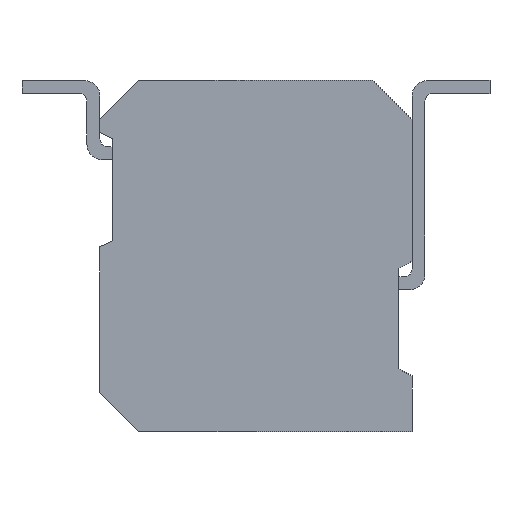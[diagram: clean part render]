
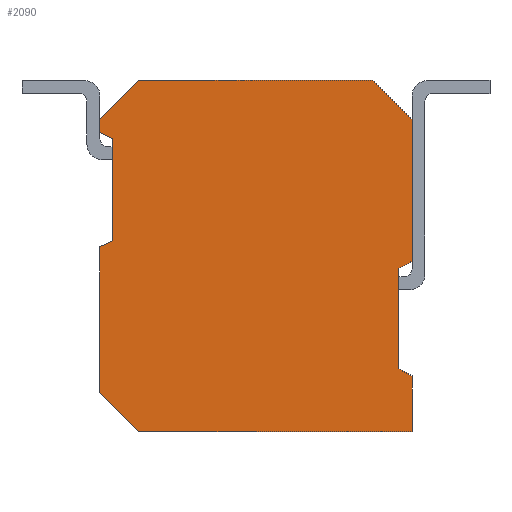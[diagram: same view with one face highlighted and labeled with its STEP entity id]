
A CAD part, left-side view. The second image highlights one B-rep face of the part: STEP entity #2090.
In plain terms, the highlighted planar face has unit normal (-1, 0, 0).
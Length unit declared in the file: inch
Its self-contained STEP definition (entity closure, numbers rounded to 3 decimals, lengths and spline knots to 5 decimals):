
#231=ORIENTED_EDGE('',*,*,#778,.F.);
#232=ORIENTED_EDGE('',*,*,#780,.F.);
#233=ORIENTED_EDGE('',*,*,#753,.F.);
#234=ORIENTED_EDGE('',*,*,#710,.F.);
#235=ORIENTED_EDGE('',*,*,#722,.F.);
#236=ORIENTED_EDGE('',*,*,#714,.F.);
#237=ORIENTED_EDGE('',*,*,#734,.F.);
#238=ORIENTED_EDGE('',*,*,#781,.F.);
#239=ORIENTED_EDGE('',*,*,#782,.T.);
#240=ORIENTED_EDGE('',*,*,#745,.T.);
#241=ORIENTED_EDGE('',*,*,#783,.F.);
#242=ORIENTED_EDGE('',*,*,#690,.F.);
#243=ORIENTED_EDGE('',*,*,#784,.F.);
#244=ORIENTED_EDGE('',*,*,#747,.T.);
#245=ORIENTED_EDGE('',*,*,#785,.F.);
#690=EDGE_CURVE('',#991,#992,#1189,.T.);
#710=EDGE_CURVE('',#1007,#1008,#1209,.T.);
#714=EDGE_CURVE('',#1011,#1012,#1213,.T.);
#722=EDGE_CURVE('',#1012,#1007,#1221,.T.);
#734=EDGE_CURVE('',#1024,#1011,#1233,.T.);
#745=EDGE_CURVE('',#1036,#1035,#1244,.T.);
#747=EDGE_CURVE('',#1037,#1038,#1246,.T.);
#753=EDGE_CURVE('',#1008,#1042,#1252,.T.);
#778=EDGE_CURVE('',#1054,#1055,#1277,.T.);
#780=EDGE_CURVE('',#1042,#1054,#1279,.T.);
#781=EDGE_CURVE('',#1056,#1024,#1280,.T.);
#782=EDGE_CURVE('',#1056,#1036,#1281,.T.);
#783=EDGE_CURVE('',#992,#1035,#1282,.T.);
#784=EDGE_CURVE('',#1037,#991,#1283,.T.);
#785=EDGE_CURVE('',#1055,#1038,#1284,.T.);
#991=VERTEX_POINT('',#2939);
#992=VERTEX_POINT('',#2940);
#1007=VERTEX_POINT('',#2981);
#1008=VERTEX_POINT('',#2982);
#1011=VERTEX_POINT('',#2990);
#1012=VERTEX_POINT('',#2991);
#1024=VERTEX_POINT('',#3029);
#1035=VERTEX_POINT('',#3052);
#1036=VERTEX_POINT('',#3054);
#1037=VERTEX_POINT('',#3058);
#1038=VERTEX_POINT('',#3059);
#1042=VERTEX_POINT('',#3068);
#1054=VERTEX_POINT('',#3116);
#1055=VERTEX_POINT('',#3118);
#1056=VERTEX_POINT('',#3123);
#1189=LINE('',#2938,#1458);
#1209=LINE('',#2980,#1478);
#1213=LINE('',#2989,#1482);
#1221=LINE('',#3006,#1490);
#1233=LINE('',#3030,#1502);
#1244=LINE('',#3053,#1513);
#1246=LINE('',#3057,#1515);
#1252=LINE('',#3070,#1521);
#1277=LINE('',#3117,#1546);
#1279=LINE('',#3121,#1548);
#1280=LINE('',#3122,#1549);
#1281=LINE('',#3124,#1550);
#1282=LINE('',#3125,#1551);
#1283=LINE('',#3126,#1552);
#1284=LINE('',#3127,#1553);
#1458=VECTOR('',#2369,39.37008);
#1478=VECTOR('',#2401,39.37008);
#1482=VECTOR('',#2407,39.37008);
#1490=VECTOR('',#2417,39.37008);
#1502=VECTOR('',#2441,39.37008);
#1513=VECTOR('',#2454,39.37008);
#1515=VECTOR('',#2458,39.37008);
#1521=VECTOR('',#2466,39.37008);
#1546=VECTOR('',#2511,39.37008);
#1548=VECTOR('',#2515,39.37008);
#1549=VECTOR('',#2516,39.37008);
#1550=VECTOR('',#2517,39.37008);
#1551=VECTOR('',#2518,39.37008);
#1552=VECTOR('',#2519,39.37008);
#1553=VECTOR('',#2520,39.37008);
#1757=EDGE_LOOP('',(#231,#232,#233,#234,#235,#236,#237,#238,#239,#240,#241,
#242,#243,#244,#245));
#1878=FACE_BOUND('',#1757,.T.);
#1993=PLANE('',#2241);
#2090=ADVANCED_FACE('',(#1878),#1993,.F.);
#2241=AXIS2_PLACEMENT_3D('',#3120,#2513,#2514);
#2369=DIRECTION('',(0.,0.,-1.));
#2401=DIRECTION('',(0.,0.908,0.418));
#2407=DIRECTION('',(0.,-0.908,0.418));
#2417=DIRECTION('',(0.,0.,1.));
#2441=DIRECTION('',(0.,0.,1.));
#2454=DIRECTION('',(0.,0.,1.));
#2458=DIRECTION('',(0.,0.,1.));
#2466=DIRECTION('',(0.,0.,1.));
#2511=DIRECTION('',(0.,-1.,0.));
#2513=DIRECTION('',(1.,0.,0.));
#2514=DIRECTION('',(0.,0.,-1.));
#2515=DIRECTION('',(0.,-0.707,0.707));
#2516=DIRECTION('',(0.,0.707,0.707));
#2517=DIRECTION('',(0.,-1.,0.));
#2518=DIRECTION('',(0.,-0.88,-0.475));
#2519=DIRECTION('',(0.,0.88,-0.475));
#2520=DIRECTION('',(0.,-0.707,-0.707));
#2938=CARTESIAN_POINT('',(0.,0.005,-0.0048));
#2939=CARTESIAN_POINT('',(0.,0.005,-0.0048));
#2940=CARTESIAN_POINT('',(0.,0.005,-0.0434));
#2980=CARTESIAN_POINT('',(0.,0.115,0.0452));
#2981=CARTESIAN_POINT('',(0.,0.115,0.0452));
#2982=CARTESIAN_POINT('',(0.,0.12,0.0475));
#2989=CARTESIAN_POINT('',(0.,0.12,0.0035));
#2990=CARTESIAN_POINT('',(0.,0.12,0.0035));
#2991=CARTESIAN_POINT('',(0.,0.115,0.0058));
#3006=CARTESIAN_POINT('',(0.,0.115,0.0058));
#3029=CARTESIAN_POINT('',(0.,0.12,-0.0525));
#3030=CARTESIAN_POINT('',(0.,0.12,-0.0675));
#3052=CARTESIAN_POINT('',(0.,0.,-0.0461));
#3053=CARTESIAN_POINT('',(0.,0.,-0.0675));
#3054=CARTESIAN_POINT('',(0.,0.,-0.0675));
#3057=CARTESIAN_POINT('',(0.,0.,-0.0675));
#3058=CARTESIAN_POINT('',(0.,0.,-0.0021));
#3059=CARTESIAN_POINT('',(0.,0.,0.0525));
#3068=CARTESIAN_POINT('',(0.,0.12,0.0525));
#3070=CARTESIAN_POINT('',(0.,0.12,-0.0675));
#3116=CARTESIAN_POINT('',(0.,0.105,0.0675));
#3117=CARTESIAN_POINT('',(0.,0.12,0.0675));
#3118=CARTESIAN_POINT('',(0.,0.015,0.0675));
#3120=CARTESIAN_POINT('',(0.,0.12,-0.0675));
#3121=CARTESIAN_POINT('',(0.,0.12,0.0525));
#3122=CARTESIAN_POINT('',(0.,0.105,-0.0675));
#3123=CARTESIAN_POINT('',(0.,0.105,-0.0675));
#3124=CARTESIAN_POINT('',(0.,0.12,-0.0675));
#3125=CARTESIAN_POINT('',(0.,0.005,-0.0434));
#3126=CARTESIAN_POINT('',(0.,0.,-0.0021));
#3127=CARTESIAN_POINT('',(0.,0.015,0.0675));
